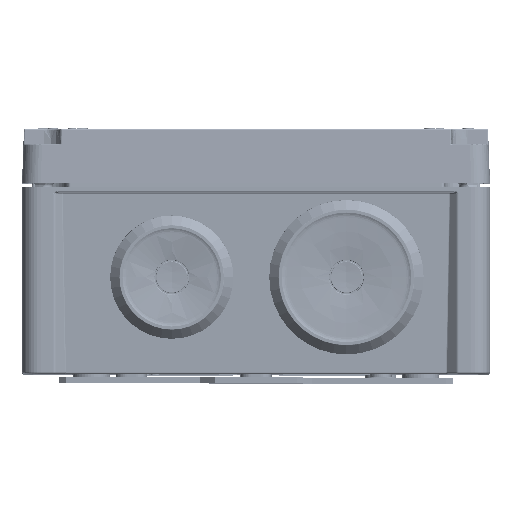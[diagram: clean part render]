
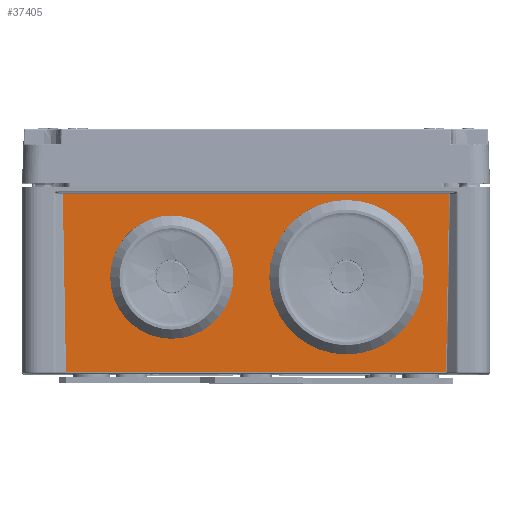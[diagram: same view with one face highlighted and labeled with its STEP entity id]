
A CAD part, top view. The second image highlights one B-rep face of the part: STEP entity #37405.
In plain terms, the highlighted planar face has unit normal (0, -0.018, 1).
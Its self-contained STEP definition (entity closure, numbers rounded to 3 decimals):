
#6498=DIRECTION('',(-1.,0.,0.));
#6499=VECTOR('',#6498,121.804);
#6500=CARTESIAN_POINT('',(60.902,0.491,84.068));
#6501=LINE('',#6500,#6499);
#6516=DIRECTION('',(0.017,1.,0.017));
#6517=VECTOR('',#6516,57.075);
#6518=CARTESIAN_POINT('',(60.902,0.491,84.068));
#6519=LINE('',#6518,#6517);
#6520=DIRECTION('',(-0.017,1.,0.017));
#6521=VECTOR('',#6520,57.075);
#6522=CARTESIAN_POINT('',(-60.902,0.491,
84.068));
#6523=LINE('',#6522,#6521);
#6524=CARTESIAN_POINT('',(29.,30.995,84.6));
#6525=DIRECTION('',(0.,0.017,-1.));
#6526=DIRECTION('',(0.,1.,0.017));
#6527=AXIS2_PLACEMENT_3D('',#6524,#6525,#6526);
#6529=CARTESIAN_POINT('',(29.,30.995,84.6));
#6530=DIRECTION('',(0.,0.017,-1.));
#6531=DIRECTION('',(0.,-1.,-0.017));
#6532=AXIS2_PLACEMENT_3D('',#6529,#6530,#6531);
#6534=CARTESIAN_POINT('',(-27.,30.995,84.6));
#6535=DIRECTION('',(0.,0.017,-1.));
#6536=DIRECTION('',(0.,1.,0.017));
#6537=AXIS2_PLACEMENT_3D('',#6534,#6535,#6536);
#6539=CARTESIAN_POINT('',(-27.,30.995,84.6));
#6540=DIRECTION('',(0.,0.017,-1.));
#6541=DIRECTION('',(0.,-1.,-0.017));
#6542=AXIS2_PLACEMENT_3D('',#6539,#6540,#6541);
#6553=DIRECTION('',(1.,0.,0.));
#6554=VECTOR('',#6553,123.795);
#6555=CARTESIAN_POINT('',(-61.898,57.549,85.064));
#6556=LINE('',#6555,#6554);
#6678=CARTESIAN_POINT('',(60.902,0.491,84.068));
#11363=CARTESIAN_POINT('',(-60.902,0.491,
84.068));
#29762=CARTESIAN_POINT('',(-61.898,57.549,
85.064));
#29764=VERTEX_POINT('',#29762);
#29770=VERTEX_POINT('',#11363);
#29796=CARTESIAN_POINT('',(61.898,57.549,85.064));
#29798=VERTEX_POINT('',#29796);
#29804=VERTEX_POINT('',#6678);
#31200=CARTESIAN_POINT('',(29.,52.397,84.974));
#31201=CARTESIAN_POINT('',(29.,9.594,84.227));
#31202=VERTEX_POINT('',#31200);
#31203=VERTEX_POINT('',#31201);
#31212=CARTESIAN_POINT('',(-27.,48.398,84.904));
#31213=CARTESIAN_POINT('',(-27.,13.593,84.297));
#31214=VERTEX_POINT('',#31212);
#31215=VERTEX_POINT('',#31213);
#37379=CARTESIAN_POINT('',(0.,19.504,84.4));
#37380=DIRECTION('',(0.,-0.017,1.));
#37381=DIRECTION('',(0.,1.,0.017));
#37382=AXIS2_PLACEMENT_3D('',#37379,#37380,#37381);
#37383=PLANE('',#37382);
#37385=ORIENTED_EDGE('',*,*,#37384,.T.);
#37387=ORIENTED_EDGE('',*,*,#37386,.F.);
#37388=ORIENTED_EDGE('',*,*,#37370,.T.);
#37390=ORIENTED_EDGE('',*,*,#37389,.T.);
#37391=EDGE_LOOP('',(#37385,#37387,#37388,#37390));
#37392=FACE_OUTER_BOUND('',#37391,.F.);
#37394=ORIENTED_EDGE('',*,*,#37393,.F.);
#37396=ORIENTED_EDGE('',*,*,#37395,.F.);
#37397=EDGE_LOOP('',(#37394,#37396));
#37398=FACE_BOUND('',#37397,.F.);
#37400=ORIENTED_EDGE('',*,*,#37399,.F.);
#37402=ORIENTED_EDGE('',*,*,#37401,.F.);
#37403=EDGE_LOOP('',(#37400,#37402));
#37404=FACE_BOUND('',#37403,.F.);
#37405=ADVANCED_FACE('',(#37392,#37398,#37404),#37383,.T.);
#6528=CIRCLE('',#6527,21.405);
#6533=CIRCLE('',#6532,21.405);
#6538=CIRCLE('',#6537,17.405);
#6543=CIRCLE('',#6542,17.405);
#37370=EDGE_CURVE('',#29804,#29770,#6501,.T.);
#37384=EDGE_CURVE('',#29764,#29798,#6556,.T.);
#37386=EDGE_CURVE('',#29804,#29798,#6519,.T.);
#37389=EDGE_CURVE('',#29770,#29764,#6523,.T.);
#37393=EDGE_CURVE('',#31202,#31203,#6528,.T.);
#37395=EDGE_CURVE('',#31203,#31202,#6533,.T.);
#37399=EDGE_CURVE('',#31214,#31215,#6538,.T.);
#37401=EDGE_CURVE('',#31215,#31214,#6543,.T.);
